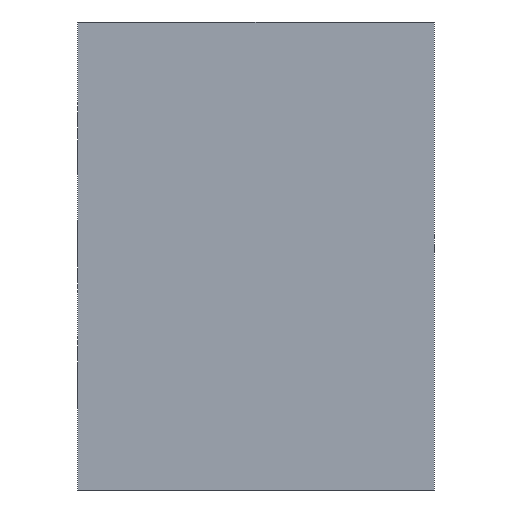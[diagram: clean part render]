
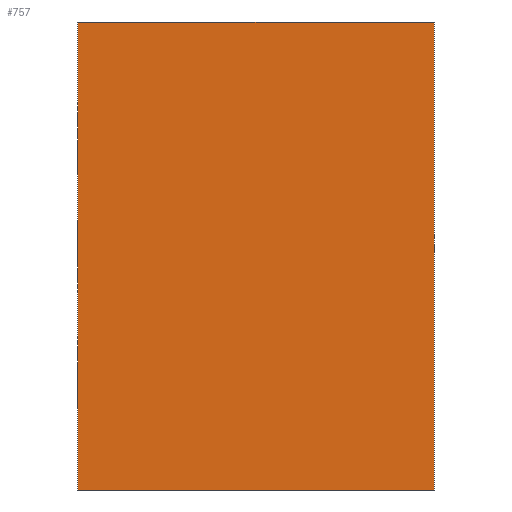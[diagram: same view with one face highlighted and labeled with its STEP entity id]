
A CAD part, left-side view. The second image highlights one B-rep face of the part: STEP entity #757.
In plain terms, the highlighted planar face has unit normal (-1, 0, 0).
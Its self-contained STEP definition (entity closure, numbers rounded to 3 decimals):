
#49 = AXIS2_PLACEMENT_3D ( 'NONE', #598, #566, #577 ) ;
#58 = DIRECTION ( 'NONE',  ( 0., 0., -1. ) ) ;
#67 = CARTESIAN_POINT ( 'NONE',  ( -22.225, -17.85, 100. ) ) ;
#74 = EDGE_LOOP ( 'NONE', ( #684, #633, #580, #659 ) ) ;
#119 = CARTESIAN_POINT ( 'NONE',  ( -22.225, -17.85, 100. ) ) ;
#132 = CARTESIAN_POINT ( 'NONE',  ( -22.225, 58.35, 100. ) ) ;
#174 = VECTOR ( 'NONE', #538, 1000. ) ;
#176 = EDGE_CURVE ( 'NONE', #612, #583, #431, .T. ) ;
#179 = LINE ( 'NONE', #683, #174 ) ;
#181 = VERTEX_POINT ( 'NONE', #394 ) ;
#191 = FACE_OUTER_BOUND ( 'NONE', #74, .T. ) ;
#210 = VECTOR ( 'NONE', #58, 1000. ) ;
#217 = LINE ( 'NONE', #67, #210 ) ;
#295 = VECTOR ( 'NONE', #663, 1000. ) ;
#306 = LINE ( 'NONE', #665, #295 ) ;
#383 = DIRECTION ( 'NONE',  ( 0., -1., 0. ) ) ;
#384 = CARTESIAN_POINT ( 'NONE',  ( -22.225, 58.35, 100. ) ) ;
#394 = CARTESIAN_POINT ( 'NONE',  ( -22.225, -17.85, 0. ) ) ;
#431 = LINE ( 'NONE', #384, #437 ) ;
#437 = VECTOR ( 'NONE', #383, 1000. ) ;
#463 = EDGE_CURVE ( 'NONE', #612, #796, #306, .T. ) ;
#538 = DIRECTION ( 'NONE',  ( 0., -1., 0. ) ) ;
#566 = DIRECTION ( 'NONE',  ( 1., 0., 0. ) ) ;
#571 = PLANE ( 'NONE',  #49 ) ;
#577 = DIRECTION ( 'NONE',  ( 0., 1., 0. ) ) ;
#580 = ORIENTED_EDGE ( 'NONE', *, *, #176, .F. ) ;
#583 = VERTEX_POINT ( 'NONE', #119 ) ;
#598 = CARTESIAN_POINT ( 'NONE',  ( -22.225, 58.35, 100. ) ) ;
#612 = VERTEX_POINT ( 'NONE', #132 ) ;
#633 = ORIENTED_EDGE ( 'NONE', *, *, #645, .F. ) ;
#645 = EDGE_CURVE ( 'NONE', #583, #181, #217, .T. ) ;
#659 = ORIENTED_EDGE ( 'NONE', *, *, #463, .T. ) ;
#663 = DIRECTION ( 'NONE',  ( 0., 0., -1. ) ) ;
#665 = CARTESIAN_POINT ( 'NONE',  ( -22.225, 58.35, 100. ) ) ;
#683 = CARTESIAN_POINT ( 'NONE',  ( -22.225, 58.35, 0. ) ) ;
#684 = ORIENTED_EDGE ( 'NONE', *, *, #719, .T. ) ;
#719 = EDGE_CURVE ( 'NONE', #796, #181, #179, .T. ) ;
#750 = CARTESIAN_POINT ( 'NONE',  ( -22.225, 58.35, 0. ) ) ;
#757 = ADVANCED_FACE ( 'NONE', ( #191 ), #571, .F. ) ;
#796 = VERTEX_POINT ( 'NONE', #750 ) ;
